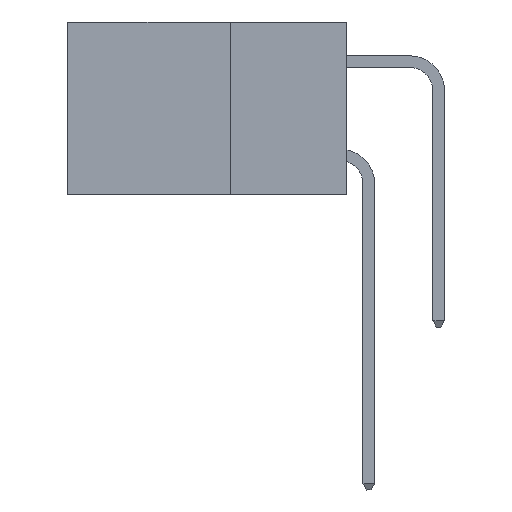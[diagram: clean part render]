
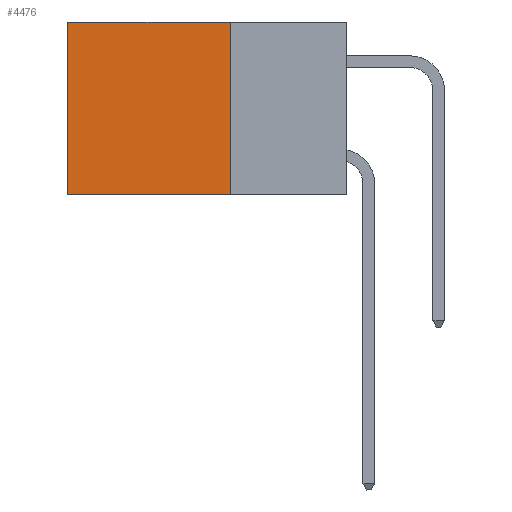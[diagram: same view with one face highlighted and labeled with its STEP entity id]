
A CAD part, left-side view. The second image highlights one B-rep face of the part: STEP entity #4476.
In plain terms, the highlighted planar face has unit normal (-1, 0, 0).
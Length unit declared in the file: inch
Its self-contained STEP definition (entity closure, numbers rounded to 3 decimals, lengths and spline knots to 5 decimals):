
#40 = DIRECTION ( 'NONE',  ( 0., 1., 0. ) ) ;
#594 = ORIENTED_EDGE ( 'NONE', *, *, #4554, .T. ) ;
#629 = ORIENTED_EDGE ( 'NONE', *, *, #5968, .F. ) ;
#684 = ORIENTED_EDGE ( 'NONE', *, *, #11594, .F. ) ;
#856 = ORIENTED_EDGE ( 'NONE', *, *, #5831, .T. ) ;
#3327 = VECTOR ( 'NONE', #40, 39.37008 ) ;
#4476 = ADVANCED_FACE ( 'NONE', ( #6181 ), #10182, .F. ) ;
#4554 = EDGE_CURVE ( 'NONE', #5170, #12204, #9124, .T. ) ;
#4564 = DIRECTION ( 'NONE',  ( 0., 0., -1. ) ) ;
#5170 = VERTEX_POINT ( 'NONE', #5889 ) ;
#5831 = EDGE_CURVE ( 'NONE', #14764, #5170, #14276, .T. ) ;
#5889 = CARTESIAN_POINT ( 'NONE',  ( 0.2875, 0.6, 0. ) ) ;
#5968 = EDGE_CURVE ( 'NONE', #18563, #12204, #11564, .T. ) ;
#6181 = FACE_OUTER_BOUND ( 'NONE', #11591, .T. ) ;
#7037 = CARTESIAN_POINT ( 'NONE',  ( 0.2875, 0.25, -0.37 ) ) ;
#7235 = CARTESIAN_POINT ( 'NONE',  ( 0.2875, 0.25, 0. ) ) ;
#8015 = AXIS2_PLACEMENT_3D ( 'NONE', #14516, #17361, #8767 ) ;
#8673 = VECTOR ( 'NONE', #4564, 39.37008 ) ;
#8767 = DIRECTION ( 'NONE',  ( 0., 0., -1. ) ) ;
#9124 = LINE ( 'NONE', #10384, #8673 ) ;
#10071 = CARTESIAN_POINT ( 'NONE',  ( 0.2875, 0.25, 0. ) ) ;
#10182 = PLANE ( 'NONE',  #8015 ) ;
#10384 = CARTESIAN_POINT ( 'NONE',  ( 0.2875, 0.6, 0. ) ) ;
#10469 = VECTOR ( 'NONE', #14412, 39.37008 ) ;
#10523 = LINE ( 'NONE', #16266, #13886 ) ;
#10581 = DIRECTION ( 'NONE',  ( 0., 0., -1. ) ) ;
#11564 = LINE ( 'NONE', #14717, #3327 ) ;
#11591 = EDGE_LOOP ( 'NONE', ( #594, #629, #684, #856 ) ) ;
#11594 = EDGE_CURVE ( 'NONE', #14764, #18563, #10523, .T. ) ;
#12204 = VERTEX_POINT ( 'NONE', #17728 ) ;
#13886 = VECTOR ( 'NONE', #10581, 39.37008 ) ;
#14276 = LINE ( 'NONE', #10071, #10469 ) ;
#14412 = DIRECTION ( 'NONE',  ( 0., 1., 0. ) ) ;
#14516 = CARTESIAN_POINT ( 'NONE',  ( 0.2875, 0.25, 0. ) ) ;
#14717 = CARTESIAN_POINT ( 'NONE',  ( 0.2875, 0.25, -0.37 ) ) ;
#14764 = VERTEX_POINT ( 'NONE', #7235 ) ;
#16266 = CARTESIAN_POINT ( 'NONE',  ( 0.2875, 0.25, 0. ) ) ;
#17361 = DIRECTION ( 'NONE',  ( 1., 0., 0. ) ) ;
#17728 = CARTESIAN_POINT ( 'NONE',  ( 0.2875, 0.6, -0.37 ) ) ;
#18563 = VERTEX_POINT ( 'NONE', #7037 ) ;
